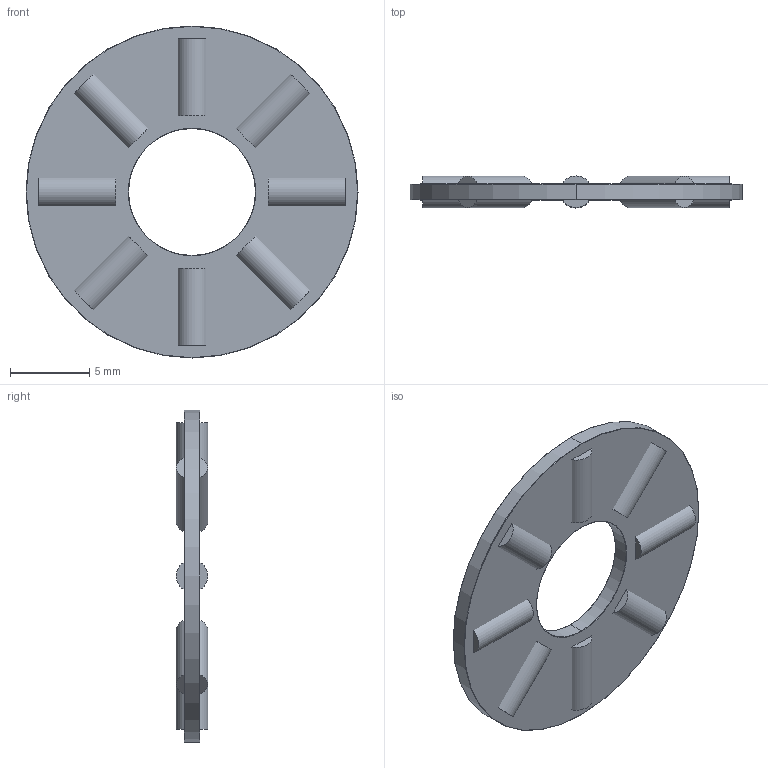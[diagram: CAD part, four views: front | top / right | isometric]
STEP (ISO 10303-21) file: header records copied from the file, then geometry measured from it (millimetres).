
FILE_DESCRIPTION (( 'STEP AP203' ), '1' );
FILE_NAME ('5909K3.STEP', '2017-08-21T13:17:23', ( '' ), ( '' ), 'SwSTEP 2.0', 'SolidWorks 2016', '' );
FILE_SCHEMA (( 'CONFIG_CONTROL_DESIGN' ));
Length unit declared in the file: millimetre
Products named in the file (1): 5909K3
Bounding box: 21 x 2 x 21 mm (x, y, z)
Volume: 343.6 mm3; surface area: 953.3 mm2
Topology: 9 solids, 9 shells, 86 faces, 196 edges, 128 vertices
Faces by surface type: cylinder 44, plane 34, torus 8
Entity records: 2557 total; most frequent: DIRECTION 474, CARTESIAN_POINT 411, ORIENTED_EDGE 392, EDGE_CURVE 196, AXIS2_PLACEMENT_3D 191, VERTEX_POINT 128, CIRCLE 104, EDGE_LOOP 104
